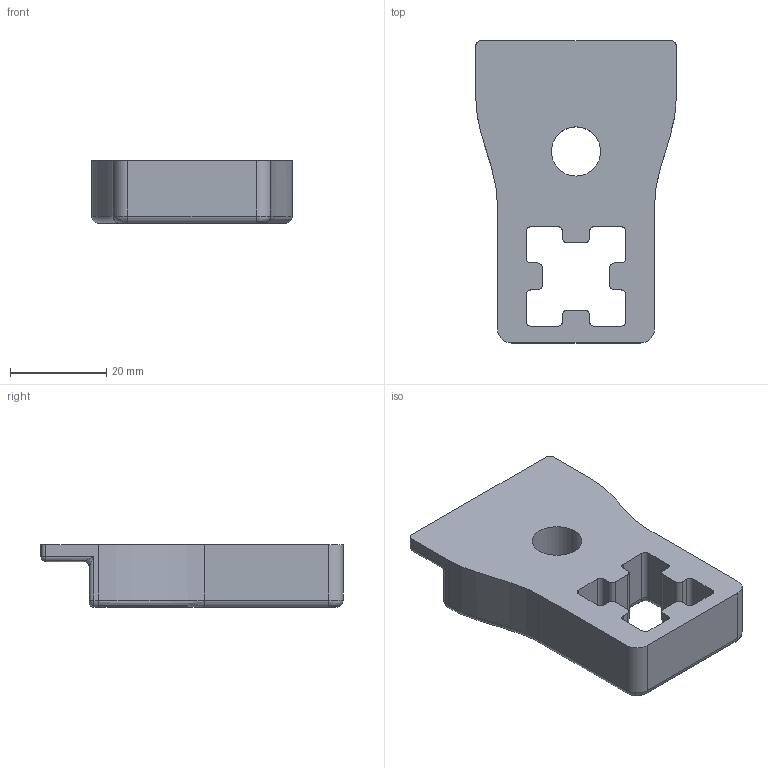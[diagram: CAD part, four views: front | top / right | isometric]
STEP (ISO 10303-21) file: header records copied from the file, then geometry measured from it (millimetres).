
FILE_DESCRIPTION(/* description */ (''),/* implementation_level */ '2;1');
FILE_NAME(/* name */ 'mandibula_Fija.step',/* time_stamp */ '2022-12-02T10:43:30-03:00',/* author */ (''),/* organization */ (''),/* preprocessor_version */ 'ST-DEVELOPER v19.2',/* originating_system */ 'Autodesk Translation Framework v11.17.0.187',/* authorisation */ '');
FILE_SCHEMA (('AUTOMOTIVE_DESIGN { 1 0 10303 214 3 1 1 }'));
Length unit declared in the file: millimetre
Products named in the file (1): mandibula_Fija
Bounding box: 41.7 x 62.85 x 13 mm (x, y, z)
Volume: 19487 mm3; surface area: 7681 mm2
Topology: 1 solids, 1 shells, 124 faces, 297 edges, 167 vertices
Faces by surface type: cylinder 59, plane 32, bspline 18, torus 13, sphere 2
Full cylindrical faces by diameter (mm): 3 x2, 10.25 x1
Entity records: 4853 total; most frequent: CARTESIAN_POINT 2029, DIRECTION 599, ORIENTED_EDGE 574, EDGE_CURVE 287, AXIS2_PLACEMENT_3D 227, VERTEX_POINT 167, LINE 145, VECTOR 145
